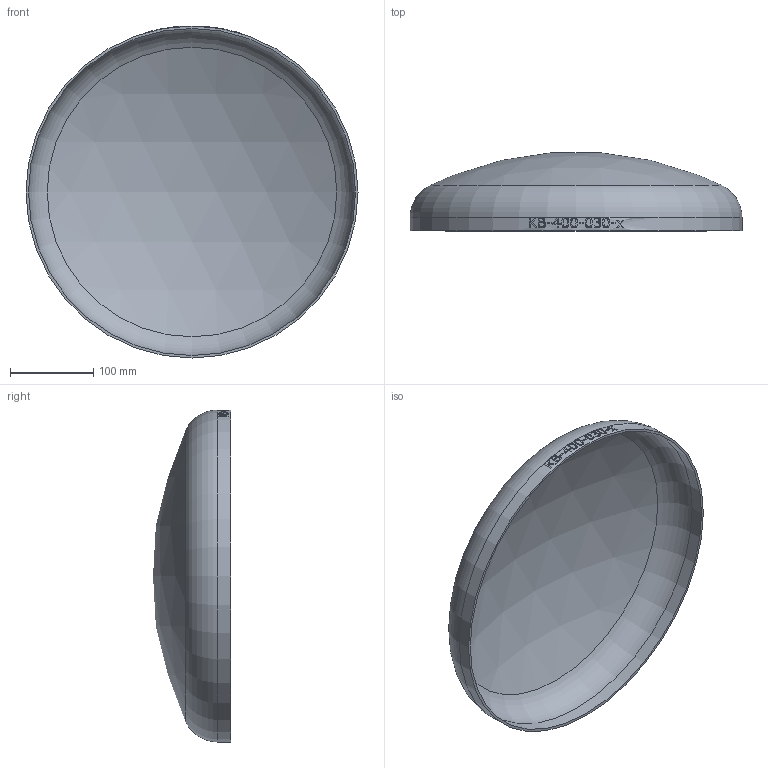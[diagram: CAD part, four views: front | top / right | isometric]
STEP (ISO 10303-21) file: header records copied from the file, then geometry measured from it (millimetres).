
FILE_DESCRIPTION (( 'STEP AP214' ), '1' );
FILE_NAME ('KB-400-030-x Klöpperboden 2003.STEP', '2020-03-27T09:15:28', ( '' ), ( '' ), 'SwSTEP 2.0', 'SolidWorks 2016', '' );
FILE_SCHEMA (( 'AUTOMOTIVE_DESIGN' ));
Length unit declared in the file: millimetre
Products named in the file (1): KB-400-030-x Klöpperboden 2003
Bounding box: 400 x 93.9 x 400 mm (x, y, z)
Volume: 529651.7 mm3; surface area: 357616.4 mm2
Topology: 1 solids, 1 shells, 174 faces, 454 edges, 302 vertices
Faces by surface type: bspline 95, plane 54, cylinder 21, torus 2, sphere 2
Full cylindrical faces by diameter (mm): 394 x1, 400 x1
Entity records: 29169 total; most frequent: CARTESIAN_POINT 23923, ORIENTED_EDGE 900, EDGE_CURVE 450, DIRECTION 374, B_SPLINE_CURVE_WITH_KNOTS 302, VERTEX_POINT 302, EDGE_LOOP 198, FACE_OUTER_BOUND 178
